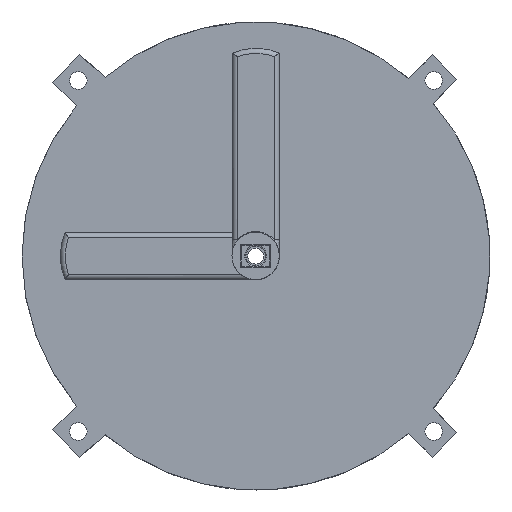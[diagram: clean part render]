
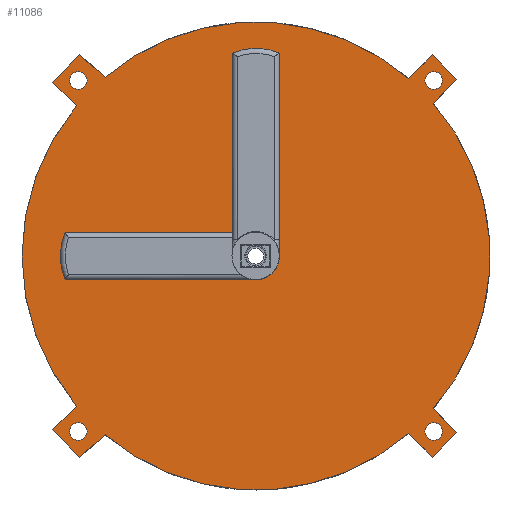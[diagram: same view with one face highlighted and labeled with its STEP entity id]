
A CAD part, front view. The second image highlights one B-rep face of the part: STEP entity #11086.
In plain terms, the highlighted planar face has unit normal (0, -1, 0).
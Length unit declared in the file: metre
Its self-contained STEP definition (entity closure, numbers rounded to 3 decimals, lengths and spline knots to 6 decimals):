
#794=CIRCLE('',#11857,0.047);
#796=CIRCLE('',#11859,0.047);
#798=CIRCLE('',#11861,0.047);
#800=CIRCLE('',#11863,0.047);
#802=CIRCLE('',#11867,0.00415);
#803=CIRCLE('',#11868,0.00175);
#804=CIRCLE('',#11869,0.00175);
#805=CIRCLE('',#11870,0.00175);
#806=CIRCLE('',#11871,0.00175);
#1542=ORIENTED_EDGE('',*,*,#4997,.T.);
#1543=ORIENTED_EDGE('',*,*,#4991,.T.);
#1544=ORIENTED_EDGE('',*,*,#4998,.T.);
#1545=ORIENTED_EDGE('',*,*,#4999,.F.);
#1546=ORIENTED_EDGE('',*,*,#5000,.F.);
#1547=ORIENTED_EDGE('',*,*,#4987,.T.);
#1548=ORIENTED_EDGE('',*,*,#5001,.T.);
#1549=ORIENTED_EDGE('',*,*,#5002,.T.);
#1550=ORIENTED_EDGE('',*,*,#5003,.F.);
#1551=ORIENTED_EDGE('',*,*,#4983,.T.);
#1552=ORIENTED_EDGE('',*,*,#5004,.F.);
#1553=ORIENTED_EDGE('',*,*,#5005,.F.);
#1554=ORIENTED_EDGE('',*,*,#5006,.F.);
#1555=ORIENTED_EDGE('',*,*,#4979,.T.);
#1556=ORIENTED_EDGE('',*,*,#5007,.T.);
#1557=ORIENTED_EDGE('',*,*,#5008,.T.);
#1558=ORIENTED_EDGE('',*,*,#5009,.T.);
#1559=ORIENTED_EDGE('',*,*,#5010,.F.);
#1560=ORIENTED_EDGE('',*,*,#5011,.T.);
#1561=ORIENTED_EDGE('',*,*,#5012,.F.);
#1562=ORIENTED_EDGE('',*,*,#5013,.T.);
#4979=EDGE_CURVE('',#6704,#6703,#794,.T.);
#4983=EDGE_CURVE('',#6708,#6707,#796,.T.);
#4987=EDGE_CURVE('',#6712,#6711,#798,.T.);
#4991=EDGE_CURVE('',#6701,#6715,#800,.T.);
#4997=EDGE_CURVE('',#6721,#6721,#802,.F.);
#4998=EDGE_CURVE('',#6715,#6722,#7850,.T.);
#4999=EDGE_CURVE('',#6723,#6722,#7851,.T.);
#5000=EDGE_CURVE('',#6712,#6723,#7852,.T.);
#5001=EDGE_CURVE('',#6711,#6724,#7853,.T.);
#5002=EDGE_CURVE('',#6724,#6725,#7854,.T.);
#5003=EDGE_CURVE('',#6708,#6725,#7855,.T.);
#5004=EDGE_CURVE('',#6726,#6707,#7856,.T.);
#5005=EDGE_CURVE('',#6727,#6726,#7857,.T.);
#5006=EDGE_CURVE('',#6704,#6727,#7858,.T.);
#5007=EDGE_CURVE('',#6703,#6728,#7859,.T.);
#5008=EDGE_CURVE('',#6728,#6729,#7860,.T.);
#5009=EDGE_CURVE('',#6729,#6701,#7861,.T.);
#5010=EDGE_CURVE('',#6730,#6730,#803,.T.);
#5011=EDGE_CURVE('',#6731,#6731,#804,.T.);
#5012=EDGE_CURVE('',#6732,#6732,#805,.T.);
#5013=EDGE_CURVE('',#6733,#6733,#806,.T.);
#6701=VERTEX_POINT('',#16405);
#6703=VERTEX_POINT('',#16409);
#6704=VERTEX_POINT('',#16411);
#6707=VERTEX_POINT('',#16417);
#6708=VERTEX_POINT('',#16419);
#6711=VERTEX_POINT('',#16425);
#6712=VERTEX_POINT('',#16427);
#6715=VERTEX_POINT('',#16433);
#6721=VERTEX_POINT('',#16520);
#6722=VERTEX_POINT('',#16522);
#6723=VERTEX_POINT('',#16524);
#6724=VERTEX_POINT('',#16527);
#6725=VERTEX_POINT('',#16529);
#6726=VERTEX_POINT('',#16532);
#6727=VERTEX_POINT('',#16534);
#6728=VERTEX_POINT('',#16537);
#6729=VERTEX_POINT('',#16539);
#6730=VERTEX_POINT('',#16542);
#6731=VERTEX_POINT('',#16544);
#6732=VERTEX_POINT('',#16546);
#6733=VERTEX_POINT('',#16548);
#7850=LINE('',#16521,#8700);
#7851=LINE('',#16523,#8701);
#7852=LINE('',#16525,#8702);
#7853=LINE('',#16526,#8703);
#7854=LINE('',#16528,#8704);
#7855=LINE('',#16530,#8705);
#7856=LINE('',#16531,#8706);
#7857=LINE('',#16533,#8707);
#7858=LINE('',#16535,#8708);
#7859=LINE('',#16536,#8709);
#7860=LINE('',#16538,#8710);
#7861=LINE('',#16540,#8711);
#8700=VECTOR('',#13184,1.);
#8701=VECTOR('',#13185,1.);
#8702=VECTOR('',#13186,1.);
#8703=VECTOR('',#13187,1.);
#8704=VECTOR('',#13188,1.);
#8705=VECTOR('',#13189,1.);
#8706=VECTOR('',#13190,1.);
#8707=VECTOR('',#13191,1.);
#8708=VECTOR('',#13192,1.);
#8709=VECTOR('',#13193,1.);
#8710=VECTOR('',#13194,1.);
#8711=VECTOR('',#13195,1.);
#9479=EDGE_LOOP('',(#1542));
#9480=EDGE_LOOP('',(#1543,#1544,#1545,#1546,#1547,#1548,#1549,#1550,#1551,
#1552,#1553,#1554,#1555,#1556,#1557,#1558));
#9481=EDGE_LOOP('',(#1559));
#9482=EDGE_LOOP('',(#1560));
#9483=EDGE_LOOP('',(#1561));
#9484=EDGE_LOOP('',(#1562));
#10196=FACE_BOUND('',#9479,.T.);
#10197=FACE_BOUND('',#9480,.T.);
#10198=FACE_BOUND('',#9481,.T.);
#10199=FACE_BOUND('',#9482,.T.);
#10200=FACE_BOUND('',#9483,.T.);
#10201=FACE_BOUND('',#9484,.T.);
#10892=PLANE('',#11866);
#11086=ADVANCED_FACE('',(#10196,#10197,#10198,#10199,#10200,#10201),#10892,
 .T.);
#11857=AXIS2_PLACEMENT_3D('',#16410,#13156,#13157);
#11859=AXIS2_PLACEMENT_3D('',#16418,#13162,#13163);
#11861=AXIS2_PLACEMENT_3D('',#16426,#13168,#13169);
#11863=AXIS2_PLACEMENT_3D('',#16434,#13174,#13175);
#11866=AXIS2_PLACEMENT_3D('',#16518,#13180,#13181);
#11867=AXIS2_PLACEMENT_3D('',#16519,#13182,#13183);
#11868=AXIS2_PLACEMENT_3D('',#16541,#13196,#13197);
#11869=AXIS2_PLACEMENT_3D('',#16543,#13198,#13199);
#11870=AXIS2_PLACEMENT_3D('',#16545,#13200,#13201);
#11871=AXIS2_PLACEMENT_3D('',#16547,#13202,#13203);
#13156=DIRECTION('',(0.,-1.,0.));
#13157=DIRECTION('',(0.,0.,-1.));
#13162=DIRECTION('',(0.,-1.,0.));
#13163=DIRECTION('',(0.,0.,-1.));
#13168=DIRECTION('',(0.,-1.,0.));
#13169=DIRECTION('',(0.,0.,-1.));
#13174=DIRECTION('',(0.,-1.,0.));
#13175=DIRECTION('',(0.,0.,-1.));
#13180=DIRECTION('',(0.,-1.,0.));
#13181=DIRECTION('',(1.,0.,0.));
#13182=DIRECTION('',(0.,-1.,0.));
#13183=DIRECTION('',(0.,0.,-1.));
#13184=DIRECTION('',(0.707,0.,-0.707));
#13185=DIRECTION('',(-0.707,0.,-0.707));
#13186=DIRECTION('',(0.707,0.,-0.707));
#13187=DIRECTION('',(0.707,0.,0.707));
#13188=DIRECTION('',(-0.707,0.,0.707));
#13189=DIRECTION('',(0.707,0.,0.707));
#13190=DIRECTION('',(0.749,0.,-0.663));
#13191=DIRECTION('',(0.707,0.,0.707));
#13192=DIRECTION('',(-0.707,0.,0.707));
#13193=DIRECTION('',(-0.707,0.,-0.707));
#13194=DIRECTION('',(0.707,0.,-0.707));
#13195=DIRECTION('',(0.749,0.,0.663));
#13196=DIRECTION('',(0.,-1.,0.));
#13197=DIRECTION('',(0.,0.,-1.));
#13198=DIRECTION('',(0.,1.,0.));
#13199=DIRECTION('',(0.,0.,-1.));
#13200=DIRECTION('',(0.,-1.,0.));
#13201=DIRECTION('',(0.,0.,-1.));
#13202=DIRECTION('',(0.,1.,0.));
#13203=DIRECTION('',(0.,0.,-1.));
#16405=CARTESIAN_POINT('',(0.016684,-0.046,0.011084));
#16409=CARTESIAN_POINT('',(0.010938,-0.046,0.016858));
#16410=CARTESIAN_POINT('',(0.047,-0.046,0.047));
#16411=CARTESIAN_POINT('',(0.010938,-0.046,0.077142));
#16417=CARTESIAN_POINT('',(0.016684,-0.046,0.082916));
#16418=CARTESIAN_POINT('',(0.047,-0.046,0.047));
#16419=CARTESIAN_POINT('',(0.07764,-0.046,0.08264));
#16425=CARTESIAN_POINT('',(0.082593,-0.046,0.077694));
#16426=CARTESIAN_POINT('',(0.047,-0.046,0.047));
#16427=CARTESIAN_POINT('',(0.082593,-0.046,0.016306));
#16433=CARTESIAN_POINT('',(0.07764,-0.046,0.01136));
#16434=CARTESIAN_POINT('',(0.047,-0.046,0.047));
#16518=CARTESIAN_POINT('',(0.047,-0.046,0.047));
#16519=CARTESIAN_POINT('',(0.047,-0.046,0.047));
#16520=CARTESIAN_POINT('',(0.047,-0.046,0.04285));
#16521=CARTESIAN_POINT('',(0.08003,-0.046,0.00897));
#16522=CARTESIAN_POINT('',(0.08242,-0.046,0.00658));
#16523=CARTESIAN_POINT('',(0.084895,-0.046,0.009054));
#16524=CARTESIAN_POINT('',(0.087371,-0.046,0.011529));
#16525=CARTESIAN_POINT('',(0.084982,-0.046,0.013918));
#16526=CARTESIAN_POINT('',(0.084982,-0.046,0.080082));
#16527=CARTESIAN_POINT('',(0.087371,-0.046,0.082471));
#16528=CARTESIAN_POINT('',(0.084895,-0.046,0.084946));
#16529=CARTESIAN_POINT('',(0.08242,-0.046,0.08742));
#16530=CARTESIAN_POINT('',(0.08003,-0.046,0.08503));
#16531=CARTESIAN_POINT('',(0.014158,-0.046,0.085153));
#16532=CARTESIAN_POINT('',(0.011632,-0.046,0.08739));
#16533=CARTESIAN_POINT('',(0.008897,-0.046,0.084655));
#16534=CARTESIAN_POINT('',(0.006161,-0.046,0.081919));
#16535=CARTESIAN_POINT('',(0.00855,-0.046,0.079531));
#16536=CARTESIAN_POINT('',(0.00855,-0.046,0.014469));
#16537=CARTESIAN_POINT('',(0.006161,-0.046,0.012081));
#16538=CARTESIAN_POINT('',(0.008897,-0.046,0.009345));
#16539=CARTESIAN_POINT('',(0.011632,-0.046,0.00661));
#16540=CARTESIAN_POINT('',(0.014158,-0.046,0.008847));
#16541=CARTESIAN_POINT('',(0.011308,-0.046,0.08225));
#16542=CARTESIAN_POINT('',(0.011308,-0.046,0.0805));
#16543=CARTESIAN_POINT('',(0.082692,-0.046,0.08225));
#16544=CARTESIAN_POINT('',(0.082692,-0.046,0.0805));
#16545=CARTESIAN_POINT('',(0.082692,-0.046,0.01175));
#16546=CARTESIAN_POINT('',(0.082692,-0.046,0.01));
#16547=CARTESIAN_POINT('',(0.011308,-0.046,0.01175));
#16548=CARTESIAN_POINT('',(0.011308,-0.046,0.01));
